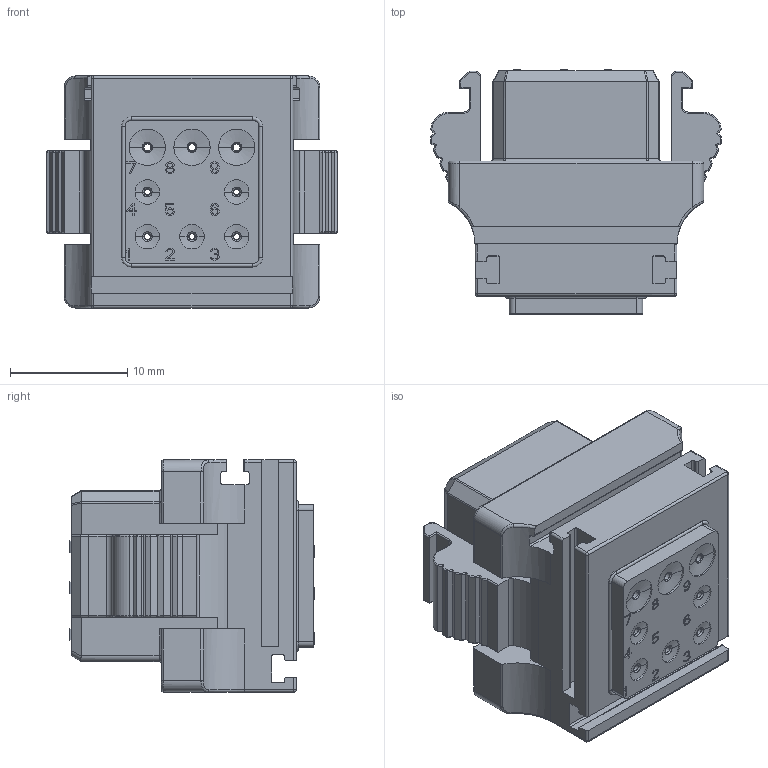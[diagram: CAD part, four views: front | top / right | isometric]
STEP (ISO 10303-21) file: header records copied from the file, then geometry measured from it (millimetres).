
FILE_DESCRIPTION((''),'2;1');
FILE_NAME('33578008523','2019-11-28T',('presta_be4'),(''),'CREO PARAMETRIC BY PTC INC, 2018360','CREO PARAMETRIC BY PTC INC, 2018360','');
FILE_SCHEMA(('CONFIG_CONTROL_DESIGN'));
Length unit declared in the file: millimetre
Products named in the file (1): 33578008523
Bounding box: 24.8 x 20.82 x 19.8 mm (x, y, z)
Volume: 5284 mm3; surface area: 4486.2 mm2
Topology: 1 solids, 1 shells, 1647 faces, 4176 edges, 2617 vertices
Faces by surface type: plane 909, cylinder 416, torus 204, cone 106, bspline 8, sphere 4
Entity records: 50173 total; most frequent: CARTESIAN_POINT 9941, DIRECTION 8380, ORIENTED_EDGE 8348, EDGE_CURVE 4174, VECTOR 2934, LINE 2934, AXIS2_PLACEMENT_3D 2723, VERTEX_POINT 2617
